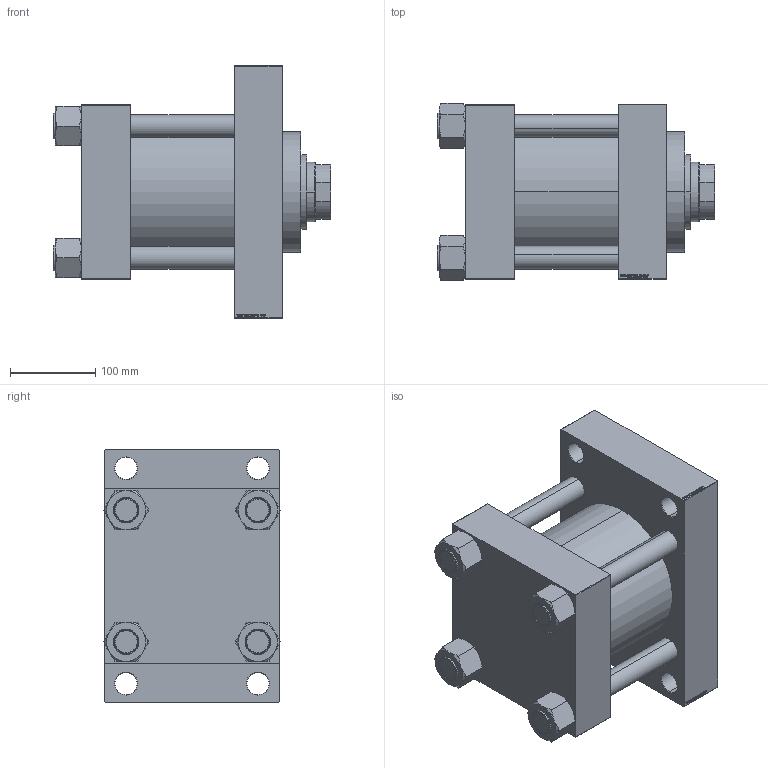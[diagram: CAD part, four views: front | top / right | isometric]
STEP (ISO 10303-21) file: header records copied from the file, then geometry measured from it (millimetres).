
FILE_DESCRIPTION (( 'STEP AP203' ), '1' );
FILE_NAME ('3f2c.STEP', '2025-10-14T11:42:36', ( '' ), ( '' ), 'SwSTEP 2.0', 'SolidWorks 2019', '' );
FILE_SCHEMA (( 'CONFIG_CONTROL_DESIGN' ));
Length unit declared in the file: millimetre
Products named in the file (6): 3f2c; NUT_M5_D d39b0a621474695aa2a538fee50b1d87; V215CR_VCP_D d39b0a621474695aa2a538fee50b1d87; V215CR_D_TYCINKA d39b0a621474695aa2a538fee50b1d87; V215_VC_A d39b0a621474695aa2a538fee50b1d87; V215CR_D_Body d39b0a621474695aa2a538fee50b1d87
Assembly tree (11 placements, depth 2):
  3f2c
    V215CR_D_Body d39b0a621474695aa2a538fee50b1d87
    V215CR_VCP_D d39b0a621474695aa2a538fee50b1d87
    NUT_M5_D d39b0a621474695aa2a538fee50b1d87  x4
    V215CR_D_TYCINKA d39b0a621474695aa2a538fee50b1d87  x4
    V215_VC_A d39b0a621474695aa2a538fee50b1d87
Bounding box: 326 x 208.14 x 297 mm (x, y, z)
Volume: 8125896.7 mm3; surface area: 772474.4 mm2
Topology: 11 solids, 11 shells, 1149 faces, 2906 edges, 1889 vertices
Faces by surface type: plane 544, bspline 368, cone 142, cylinder 87, torus 8
Entity records: 47706 total; most frequent: CARTESIAN_POINT 25221, ORIENTED_EDGE 5076, DIRECTION 3258, EDGE_CURVE 2538, VERTEX_POINT 1667, VECTOR 1526, LINE 1526, EDGE_LOOP 1123
